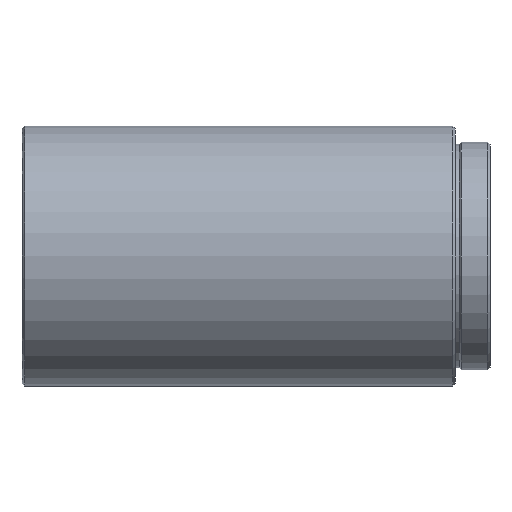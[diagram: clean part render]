
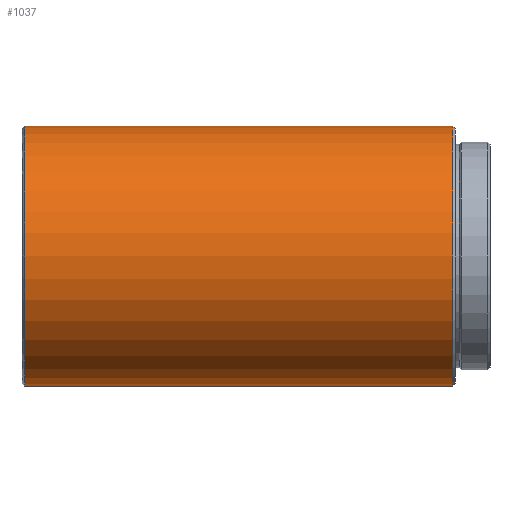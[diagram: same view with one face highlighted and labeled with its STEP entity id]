
A CAD part, front view. The second image highlights one B-rep face of the part: STEP entity #1037.
In plain terms, the highlighted cylindrical face has radius 15 mm (diameter 30 mm), a partial arc.
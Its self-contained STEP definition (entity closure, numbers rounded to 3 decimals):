
#185 = CARTESIAN_POINT ( 'NONE',  ( -24.7, 0., 0. ) ) ;
#203 = ORIENTED_EDGE ( 'NONE', *, *, #489, .T. ) ;
#222 = VERTEX_POINT ( 'NONE', #1089 ) ;
#386 = ORIENTED_EDGE ( 'NONE', *, *, #575, .T. ) ;
#473 = DIRECTION ( 'NONE',  ( 1., 0., 0. ) ) ;
#489 = EDGE_CURVE ( 'NONE', #540, #1499, #761, .T. ) ;
#496 = AXIS2_PLACEMENT_3D ( 'NONE', #185, #473, #1772 ) ;
#500 = AXIS2_PLACEMENT_3D ( 'NONE', #657, #1212, #1650 ) ;
#540 = VERTEX_POINT ( 'NONE', #1859 ) ;
#575 = EDGE_CURVE ( 'NONE', #1499, #749, #1750, .T. ) ;
#616 = DIRECTION ( 'NONE',  ( -1., 0., 0. ) ) ;
#649 = CARTESIAN_POINT ( 'NONE',  ( -24.7, 0., -15. ) ) ;
#657 = CARTESIAN_POINT ( 'NONE',  ( 24.7, 0., 0. ) ) ;
#702 = AXIS2_PLACEMENT_3D ( 'NONE', #1130, #1716, #1402 ) ;
#723 = CARTESIAN_POINT ( 'NONE',  ( 25., 0., 15. ) ) ;
#749 = VERTEX_POINT ( 'NONE', #649 ) ;
#761 = LINE ( 'NONE', #723, #1857 ) ;
#913 = CARTESIAN_POINT ( 'NONE',  ( 25., 0., -15. ) ) ;
#1011 = DIRECTION ( 'NONE',  ( -1., 0., 0. ) ) ;
#1037 = ADVANCED_FACE ( 'NONE', ( #1043 ), #1522, .T. ) ;
#1043 = FACE_OUTER_BOUND ( 'NONE', #1096, .T. ) ;
#1089 = CARTESIAN_POINT ( 'NONE',  ( 24.7, 0., -15. ) ) ;
#1096 = EDGE_LOOP ( 'NONE', ( #1631, #1535, #203, #386 ) ) ;
#1130 = CARTESIAN_POINT ( 'NONE',  ( 25., 0., 0. ) ) ;
#1212 = DIRECTION ( 'NONE',  ( -1., 0., 0. ) ) ;
#1258 = CIRCLE ( 'NONE', #500, 15. ) ;
#1402 = DIRECTION ( 'NONE',  ( 0., 0., 1. ) ) ;
#1405 = VECTOR ( 'NONE', #616, 1000. ) ;
#1499 = VERTEX_POINT ( 'NONE', #1778 ) ;
#1506 = LINE ( 'NONE', #913, #1405 ) ;
#1513 = EDGE_CURVE ( 'NONE', #222, #749, #1506, .T. ) ;
#1522 = CYLINDRICAL_SURFACE ( 'NONE', #702, 15. ) ;
#1535 = ORIENTED_EDGE ( 'NONE', *, *, #1705, .T. ) ;
#1631 = ORIENTED_EDGE ( 'NONE', *, *, #1513, .F. ) ;
#1650 = DIRECTION ( 'NONE',  ( 0., 0., -1. ) ) ;
#1705 = EDGE_CURVE ( 'NONE', #222, #540, #1258, .T. ) ;
#1716 = DIRECTION ( 'NONE',  ( -1., 0., 0. ) ) ;
#1750 = CIRCLE ( 'NONE', #496, 15. ) ;
#1772 = DIRECTION ( 'NONE',  ( 0., 0., -1. ) ) ;
#1778 = CARTESIAN_POINT ( 'NONE',  ( -24.7, 0., 15. ) ) ;
#1857 = VECTOR ( 'NONE', #1011, 1000. ) ;
#1859 = CARTESIAN_POINT ( 'NONE',  ( 24.7, 0., 15. ) ) ;
